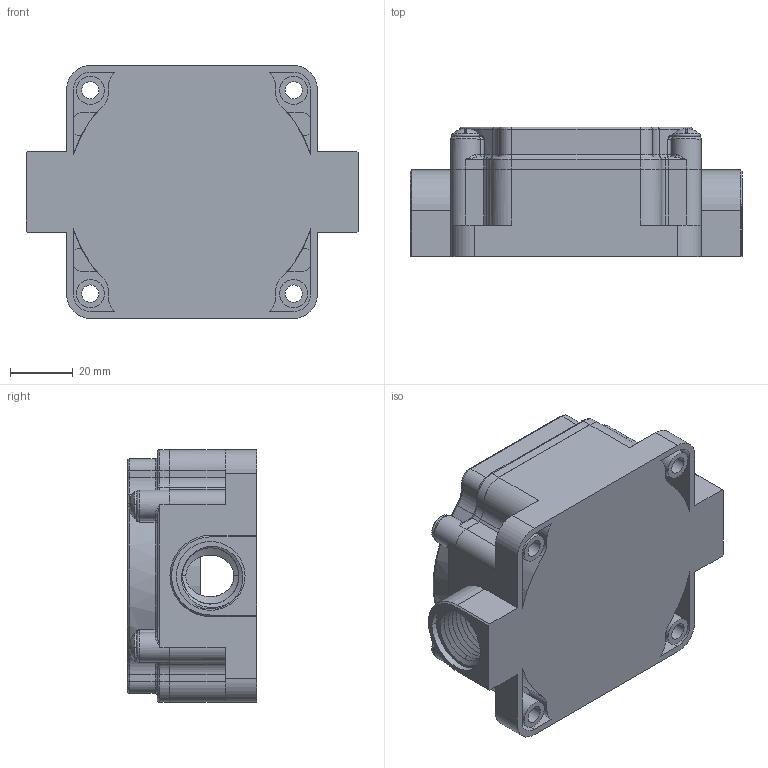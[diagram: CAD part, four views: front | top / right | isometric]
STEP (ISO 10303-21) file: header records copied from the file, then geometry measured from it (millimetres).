
FILE_DESCRIPTION((''),'2;1');
FILE_NAME('152685_SW','2010-06-14T',('banengservice'),('BANNER ENGINEERING'),'PRO/ENGINEER BY PARAMETRIC TECHNOLOGY CORPORATION, 2009141','PRO/ENGINEER BY PARAMETRIC TECHNOLOGY CORPORATION, 2009141','');
FILE_SCHEMA(('CONFIG_CONTROL_DESIGN'));
Length unit declared in the file: inch
Products named in the file (1): 152685_SW
Bounding box: 106.14 x 41.31 x 80.88 mm (x, y, z)
Volume: 74523.9 mm3; surface area: 62063.3 mm2
Topology: 1 solids, 1 shells, 709 faces, 1787 edges, 1111 vertices
Faces by surface type: cylinder 230, plane 228, torus 130, cone 53, bspline 38, sphere 30
Entity records: 28361 total; most frequent: CARTESIAN_POINT 11147, DIRECTION 3763, ORIENTED_EDGE 3574, EDGE_CURVE 1787, AXIS2_PLACEMENT_3D 1519, VERTEX_POINT 1111, CIRCLE 848, EDGE_LOOP 754
